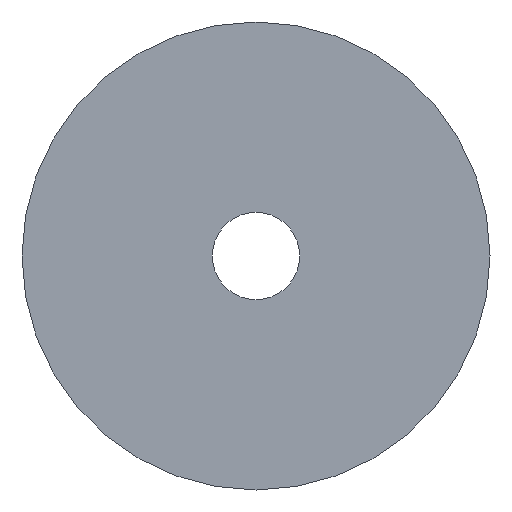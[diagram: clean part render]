
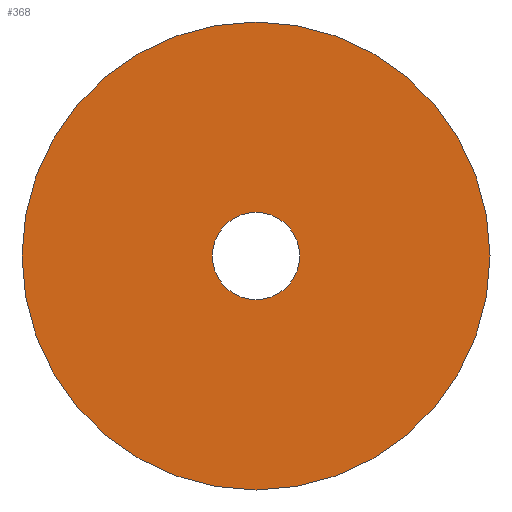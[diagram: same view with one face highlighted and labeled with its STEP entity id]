
A CAD part, front view. The second image highlights one B-rep face of the part: STEP entity #368.
In plain terms, the highlighted planar face has unit normal (0, -1, 0).
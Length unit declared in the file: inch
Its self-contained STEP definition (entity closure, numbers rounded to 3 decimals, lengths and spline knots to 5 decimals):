
#4 = CARTESIAN_POINT ( 'NONE',  ( 0., 0., 0. ) ) ;
#5 = EDGE_CURVE ( 'NONE', #320, #350, #294, .T. ) ;
#50 = DIRECTION ( 'NONE',  ( 0., -1., 0. ) ) ;
#61 = AXIS2_PLACEMENT_3D ( 'NONE', #292, #404, #123 ) ;
#64 = AXIS2_PLACEMENT_3D ( 'NONE', #4, #382, #328 ) ;
#86 = CIRCLE ( 'NONE', #327, 0.09375 ) ;
#92 = ORIENTED_EDGE ( 'NONE', *, *, #271, .F. ) ;
#123 = DIRECTION ( 'NONE',  ( 0., 0., 1. ) ) ;
#137 = DIRECTION ( 'NONE',  ( 0., 1., 0. ) ) ;
#143 = DIRECTION ( 'NONE',  ( 0., 1., 0. ) ) ;
#158 = ORIENTED_EDGE ( 'NONE', *, *, #276, .T. ) ;
#160 = FACE_OUTER_BOUND ( 'NONE', #297, .T. ) ;
#175 = CARTESIAN_POINT ( 'NONE',  ( 0., 0., 0. ) ) ;
#192 = PLANE ( 'NONE',  #358 ) ;
#193 = CIRCLE ( 'NONE', #412, 0.5025 ) ;
#200 = CARTESIAN_POINT ( 'NONE',  ( 0., 0., 0. ) ) ;
#216 = CARTESIAN_POINT ( 'NONE',  ( 0., 0., -0.5025 ) ) ;
#229 = VERTEX_POINT ( 'NONE', #216 ) ;
#235 = EDGE_CURVE ( 'NONE', #301, #229, #193, .T. ) ;
#250 = DIRECTION ( 'NONE',  ( 0., 0., 1. ) ) ;
#258 = CARTESIAN_POINT ( 'NONE',  ( 0., 0., -0.09375 ) ) ;
#271 = EDGE_CURVE ( 'NONE', #229, #301, #310, .T. ) ;
#276 = EDGE_CURVE ( 'NONE', #350, #320, #86, .T. ) ;
#287 = CARTESIAN_POINT ( 'NONE',  ( 0., 0., 0.5025 ) ) ;
#289 = ORIENTED_EDGE ( 'NONE', *, *, #235, .F. ) ;
#292 = CARTESIAN_POINT ( 'NONE',  ( 0., 0., 0. ) ) ;
#293 = DIRECTION ( 'NONE',  ( 0., 0., -1. ) ) ;
#294 = CIRCLE ( 'NONE', #61, 0.09375 ) ;
#297 = EDGE_LOOP ( 'NONE', ( #289, #92 ) ) ;
#298 = ORIENTED_EDGE ( 'NONE', *, *, #5, .T. ) ;
#301 = VERTEX_POINT ( 'NONE', #287 ) ;
#310 = CIRCLE ( 'NONE', #64, 0.5025 ) ;
#320 = VERTEX_POINT ( 'NONE', #258 ) ;
#322 = CARTESIAN_POINT ( 'NONE',  ( 0., 0., 0.09375 ) ) ;
#326 = DIRECTION ( 'NONE',  ( 0., 0., 1. ) ) ;
#327 = AXIS2_PLACEMENT_3D ( 'NONE', #200, #137, #326 ) ;
#328 = DIRECTION ( 'NONE',  ( 0., 0., 1. ) ) ;
#339 = CARTESIAN_POINT ( 'NONE',  ( 0.5025, 0., 0. ) ) ;
#350 = VERTEX_POINT ( 'NONE', #322 ) ;
#357 = EDGE_LOOP ( 'NONE', ( #158, #298 ) ) ;
#358 = AXIS2_PLACEMENT_3D ( 'NONE', #339, #50, #293 ) ;
#368 = ADVANCED_FACE ( 'NONE', ( #371, #160 ), #192, .T. ) ;
#371 = FACE_BOUND ( 'NONE', #357, .T. ) ;
#382 = DIRECTION ( 'NONE',  ( 0., 1., 0. ) ) ;
#404 = DIRECTION ( 'NONE',  ( 0., 1., 0. ) ) ;
#412 = AXIS2_PLACEMENT_3D ( 'NONE', #175, #143, #250 ) ;
